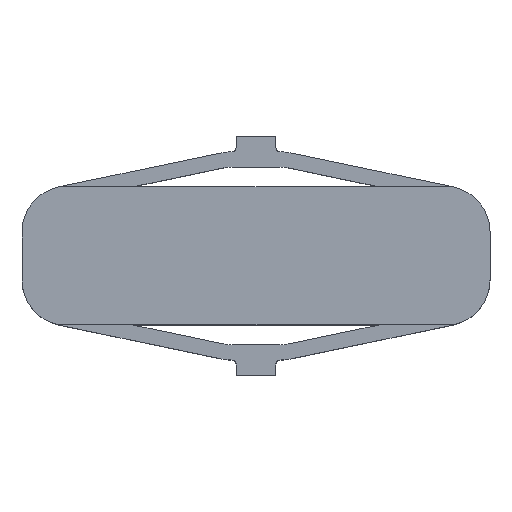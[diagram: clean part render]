
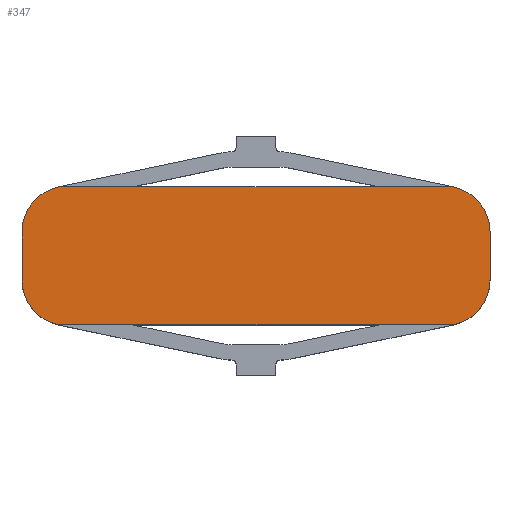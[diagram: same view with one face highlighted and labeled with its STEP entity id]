
A CAD part, top view. The second image highlights one B-rep face of the part: STEP entity #347.
In plain terms, the highlighted planar face has unit normal (0, 0, 1).
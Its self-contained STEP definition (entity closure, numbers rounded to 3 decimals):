
#8 = EDGE_CURVE ( 'NONE', #875, #673, #664, .T. ) ;
#10 = EDGE_CURVE ( 'NONE', #1120, #1097, #1498, .T. ) ;
#32 = CARTESIAN_POINT ( 'NONE',  ( 12.349, 4.32, 5. ) ) ;
#47 = DIRECTION ( 'NONE',  ( 0., 0., 1. ) ) ;
#48 = EDGE_CURVE ( 'NONE', #974, #875, #1361, .T. ) ;
#82 = AXIS2_PLACEMENT_3D ( 'NONE', #448, #946, #90 ) ;
#88 = LINE ( 'NONE', #467, #1131 ) ;
#90 = DIRECTION ( 'NONE',  ( 1., 0., 0. ) ) ;
#119 = ORIENTED_EDGE ( 'NONE', *, *, #266, .T. ) ;
#136 = AXIS2_PLACEMENT_3D ( 'NONE', #1195, #949, #851 ) ;
#159 = CIRCLE ( 'NONE', #584, 2.881 ) ;
#177 = CARTESIAN_POINT ( 'NONE',  ( -12.349, 4.32, 5. ) ) ;
#189 = CIRCLE ( 'NONE', #136, 2.881 ) ;
#208 = ORIENTED_EDGE ( 'NONE', *, *, #675, .T. ) ;
#242 = CIRCLE ( 'NONE', #866, 2.881 ) ;
#244 = AXIS2_PLACEMENT_3D ( 'NONE', #1205, #365, #747 ) ;
#245 = EDGE_CURVE ( 'NONE', #655, #1120, #242, .T. ) ;
#266 = EDGE_CURVE ( 'NONE', #1097, #1012, #159, .T. ) ;
#286 = VERTEX_POINT ( 'NONE', #336 ) ;
#336 = CARTESIAN_POINT ( 'NONE',  ( 14.641, -1.5, 5. ) ) ;
#347 = ADVANCED_FACE ( 'NONE', ( #487 ), #980, .T. ) ;
#356 = CARTESIAN_POINT ( 'NONE',  ( 14.641, 1.5, 5. ) ) ;
#365 = DIRECTION ( 'NONE',  ( 0., 0., 1. ) ) ;
#411 = CARTESIAN_POINT ( 'NONE',  ( -12.349, 4.32, 5. ) ) ;
#448 = CARTESIAN_POINT ( 'NONE',  ( -11.76, -1.5, 5. ) ) ;
#467 = CARTESIAN_POINT ( 'NONE',  ( 14.641, -1.5, 5. ) ) ;
#487 = FACE_OUTER_BOUND ( 'NONE', #654, .T. ) ;
#534 = CARTESIAN_POINT ( 'NONE',  ( -14.641, -1.5, 5. ) ) ;
#535 = ORIENTED_EDGE ( 'NONE', *, *, #8, .T. ) ;
#549 = DIRECTION ( 'NONE',  ( 1., 0., 0. ) ) ;
#584 = AXIS2_PLACEMENT_3D ( 'NONE', #676, #47, #549 ) ;
#591 = DIRECTION ( 'NONE',  ( 0., 1., 0. ) ) ;
#654 = EDGE_LOOP ( 'NONE', ( #942, #1512, #119, #1060, #1478, #535, #208, #1572 ) ) ;
#655 = VERTEX_POINT ( 'NONE', #356 ) ;
#664 = LINE ( 'NONE', #1143, #1088 ) ;
#673 = VERTEX_POINT ( 'NONE', #1535 ) ;
#675 = EDGE_CURVE ( 'NONE', #673, #286, #189, .T. ) ;
#676 = CARTESIAN_POINT ( 'NONE',  ( -11.76, 1.5, 5. ) ) ;
#689 = LINE ( 'NONE', #534, #1526 ) ;
#747 = DIRECTION ( 'NONE',  ( 1., 0., 0. ) ) ;
#851 = DIRECTION ( 'NONE',  ( 1., 0., 0. ) ) ;
#866 = AXIS2_PLACEMENT_3D ( 'NONE', #1145, #914, #1514 ) ;
#875 = VERTEX_POINT ( 'NONE', #1211 ) ;
#910 = DIRECTION ( 'NONE',  ( -1., 0., 0. ) ) ;
#913 = VECTOR ( 'NONE', #910, 1000. ) ;
#914 = DIRECTION ( 'NONE',  ( 0., 0., 1. ) ) ;
#942 = ORIENTED_EDGE ( 'NONE', *, *, #245, .T. ) ;
#946 = DIRECTION ( 'NONE',  ( 0., 0., 1. ) ) ;
#949 = DIRECTION ( 'NONE',  ( 0., 0., 1. ) ) ;
#974 = VERTEX_POINT ( 'NONE', #1352 ) ;
#980 = PLANE ( 'NONE',  #244 ) ;
#1012 = VERTEX_POINT ( 'NONE', #1249 ) ;
#1022 = DIRECTION ( 'NONE',  ( 1., 0., 0. ) ) ;
#1060 = ORIENTED_EDGE ( 'NONE', *, *, #1127, .T. ) ;
#1088 = VECTOR ( 'NONE', #1022, 1000. ) ;
#1097 = VERTEX_POINT ( 'NONE', #177 ) ;
#1120 = VERTEX_POINT ( 'NONE', #32 ) ;
#1127 = EDGE_CURVE ( 'NONE', #1012, #974, #689, .T. ) ;
#1131 = VECTOR ( 'NONE', #591, 1000. ) ;
#1143 = CARTESIAN_POINT ( 'NONE',  ( -12.349, -4.32, 5. ) ) ;
#1145 = CARTESIAN_POINT ( 'NONE',  ( 11.76, 1.5, 5. ) ) ;
#1166 = DIRECTION ( 'NONE',  ( 0., -1., 0. ) ) ;
#1195 = CARTESIAN_POINT ( 'NONE',  ( 11.76, -1.5, 5. ) ) ;
#1205 = CARTESIAN_POINT ( 'NONE',  ( 11.76, 1.5, 5. ) ) ;
#1206 = EDGE_CURVE ( 'NONE', #286, #655, #88, .T. ) ;
#1211 = CARTESIAN_POINT ( 'NONE',  ( -12.349, -4.32, 5. ) ) ;
#1249 = CARTESIAN_POINT ( 'NONE',  ( -14.641, 1.5, 5. ) ) ;
#1352 = CARTESIAN_POINT ( 'NONE',  ( -14.641, -1.5, 5. ) ) ;
#1361 = CIRCLE ( 'NONE', #82, 2.881 ) ;
#1478 = ORIENTED_EDGE ( 'NONE', *, *, #48, .T. ) ;
#1498 = LINE ( 'NONE', #411, #913 ) ;
#1512 = ORIENTED_EDGE ( 'NONE', *, *, #10, .T. ) ;
#1514 = DIRECTION ( 'NONE',  ( 1., 0., 0. ) ) ;
#1526 = VECTOR ( 'NONE', #1166, 1000. ) ;
#1535 = CARTESIAN_POINT ( 'NONE',  ( 12.349, -4.32, 5. ) ) ;
#1572 = ORIENTED_EDGE ( 'NONE', *, *, #1206, .T. ) ;
